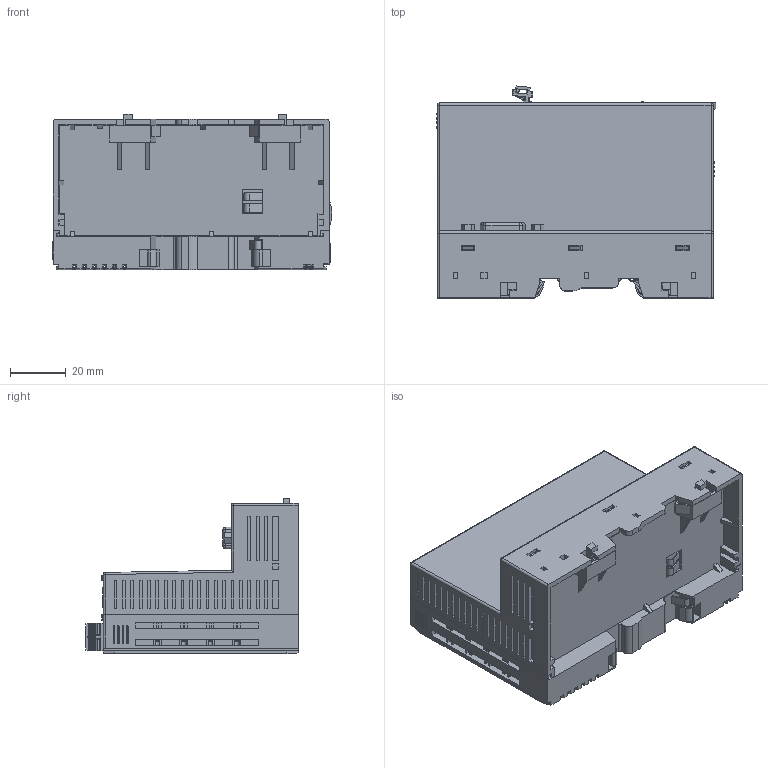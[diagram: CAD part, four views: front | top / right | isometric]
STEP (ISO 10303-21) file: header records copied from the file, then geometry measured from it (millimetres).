
FILE_DESCRIPTION((''),'2;1');
FILE_NAME('RN-9222','2019-10-08T',('seo'),(''),'CREO PARAMETRIC BY PTC INC, 2016130','CREO PARAMETRIC BY PTC INC, 2016130','');
FILE_SCHEMA(('CONFIG_CONTROL_DESIGN'));
Products named in the file (1): RN-9222
Bounding box: 100.36 x 76.15 x 55.8 mm (x, y, z)
Volume: 225352.2 mm3; surface area: 55349.6 mm2
Topology: 2 solids, 3 shells, 2816 faces, 7694 edges, 5034 vertices
Faces by surface type: plane 2408, cylinder 303, bspline 45, torus 22, cone 20, sphere 18
Entity records: 89596 total; most frequent: CARTESIAN_POINT 18142, ORIENTED_EDGE 15388, DIRECTION 13659, EDGE_CURVE 7694, VECTOR 6877, LINE 6877, VERTEX_POINT 5034, AXIS2_PLACEMENT_3D 3391
